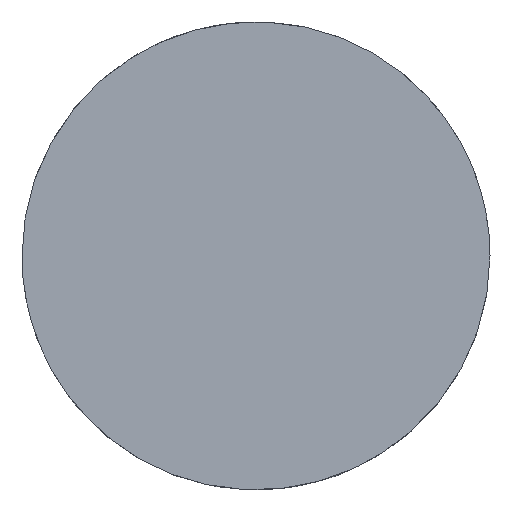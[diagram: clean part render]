
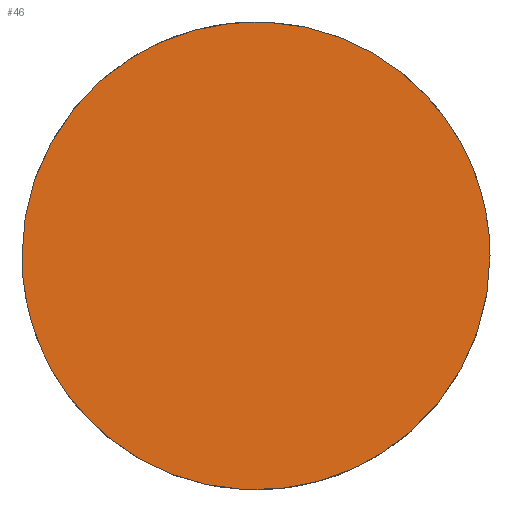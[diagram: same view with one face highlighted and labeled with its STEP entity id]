
A CAD part, top view. The second image highlights one B-rep face of the part: STEP entity #46.
In plain terms, the highlighted planar face has unit normal (0.073, 0, 0.997).
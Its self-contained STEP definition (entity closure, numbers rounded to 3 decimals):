
#11 = CARTESIAN_POINT ( 'NONE',  ( -12.5, 0., 4.83 ) ) ;
#14 = EDGE_CURVE ( 'NONE', #102, #237, #18, .T. ) ;
#18 =( BOUNDED_CURVE ( )  B_SPLINE_CURVE ( 3, ( #27, #69, #162, #181 ),
 .UNSPECIFIED., .F., .T. ) 
 B_SPLINE_CURVE_WITH_KNOTS ( ( 4, 4 ),
 ( 0., 3.142 ),
 .UNSPECIFIED. ) 
 CURVE ( )  GEOMETRIC_REPRESENTATION_ITEM ( )  RATIONAL_B_SPLINE_CURVE ( ( 1., 0.333, 0.333, 1. ) ) 
 REPRESENTATION_ITEM ( '' )  );
#27 = CARTESIAN_POINT ( 'NONE',  ( 12.5, 0., 3. ) ) ;
#34 = PLANE ( 'NONE',  #242 ) ;
#46 = ADVANCED_FACE ( 'NONE', ( #147 ), #34, .F. ) ;
#51 = CARTESIAN_POINT ( 'NONE',  ( 12.5, 0., 3. ) ) ;
#69 = CARTESIAN_POINT ( 'NONE',  ( 12.5, -25., 3. ) ) ;
#74 = CARTESIAN_POINT ( 'NONE',  ( -12.5, 25., 4.83 ) ) ;
#90 = CARTESIAN_POINT ( 'NONE',  ( 12.5, 25., 3. ) ) ;
#102 = VERTEX_POINT ( 'NONE', #113 ) ;
#104 = ORIENTED_EDGE ( 'NONE', *, *, #119, .F. ) ;
#113 = CARTESIAN_POINT ( 'NONE',  ( 12.5, 0., 3. ) ) ;
#119 = EDGE_CURVE ( 'NONE', #237, #102, #205, .T. ) ;
#130 = CARTESIAN_POINT ( 'NONE',  ( 12.5, -25., 3. ) ) ;
#132 = DIRECTION ( 'NONE',  ( -0.073, 0., -0.997 ) ) ;
#147 = FACE_OUTER_BOUND ( 'NONE', #154, .T. ) ;
#154 = EDGE_LOOP ( 'NONE', ( #104, #244 ) ) ;
#162 = CARTESIAN_POINT ( 'NONE',  ( -12.5, -25., 4.83 ) ) ;
#181 = CARTESIAN_POINT ( 'NONE',  ( -12.5, 0., 4.83 ) ) ;
#183 = CARTESIAN_POINT ( 'NONE',  ( -12.5, 0., 4.83 ) ) ;
#185 = DIRECTION ( 'NONE',  ( -0.997, 0., 0.073 ) ) ;
#205 =( BOUNDED_CURVE ( )  B_SPLINE_CURVE ( 3, ( #183, #74, #90, #51 ),
 .UNSPECIFIED., .F., .F. ) 
 B_SPLINE_CURVE_WITH_KNOTS ( ( 4, 4 ),
 ( 3.142, 6.283 ),
 .UNSPECIFIED. ) 
 CURVE ( )  GEOMETRIC_REPRESENTATION_ITEM ( )  RATIONAL_B_SPLINE_CURVE ( ( 1., 0.333, 0.333, 1. ) ) 
 REPRESENTATION_ITEM ( '' )  );
#237 = VERTEX_POINT ( 'NONE', #11 ) ;
#242 = AXIS2_PLACEMENT_3D ( 'NONE', #130, #132, #185 ) ;
#244 = ORIENTED_EDGE ( 'NONE', *, *, #14, .F. ) ;
